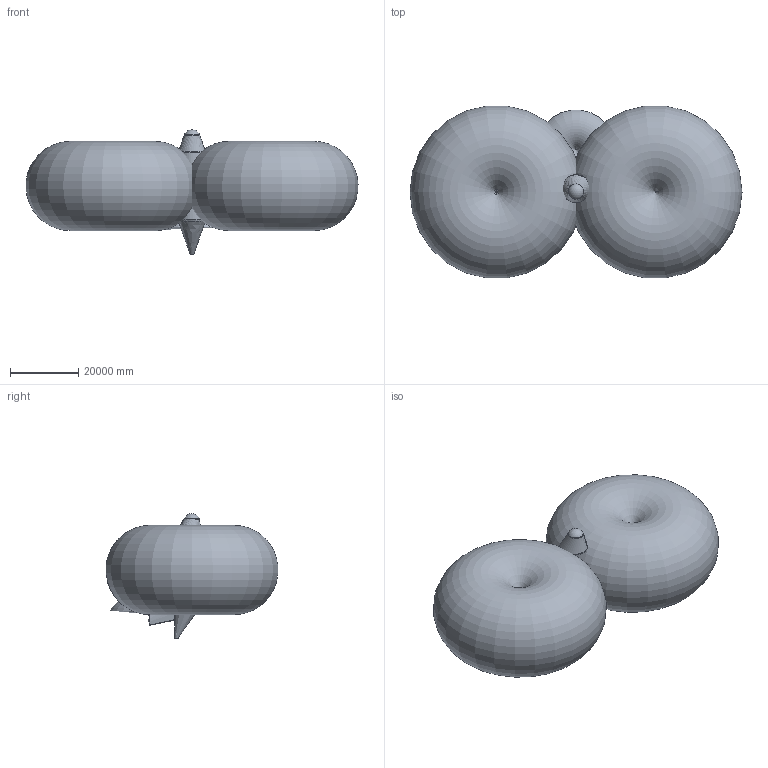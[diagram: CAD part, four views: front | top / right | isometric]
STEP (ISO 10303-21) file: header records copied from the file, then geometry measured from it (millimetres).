
FILE_DESCRIPTION (( 'STEP AP214' ), '1' );
FILE_NAME ('Part.STEP', '2025-06-11T10:41:11', ( '' ), ( '' ), 'SwSTEP 2.0', 'SolidWorks 2017', '' );
FILE_SCHEMA (( 'AUTOMOTIVE_DESIGN' ));
Length unit declared in the file: millimetre
Products named in the file (1): Part
Bounding box: 97150.45 x 50296.58 x 36482.66 mm (x, y, z)
Volume: 80065149554052.9 mm3; surface area: 15805580790.3 mm2
Topology: 1 solids, 1 shells, 258 faces, 681 edges, 408 vertices
Faces by surface type: bspline 89, cylinder 81, plane 39, cone 34, torus 10, sphere 5
Full cylindrical faces by diameter (mm): 8200 x1
Entity records: 37628 total; most frequent: CARTESIAN_POINT 32169, ORIENTED_EDGE 1244, DIRECTION 996, EDGE_CURVE 622, AXIS2_PLACEMENT_3D 474, VERTEX_POINT 384, EDGE_LOOP 308, CIRCLE 304
